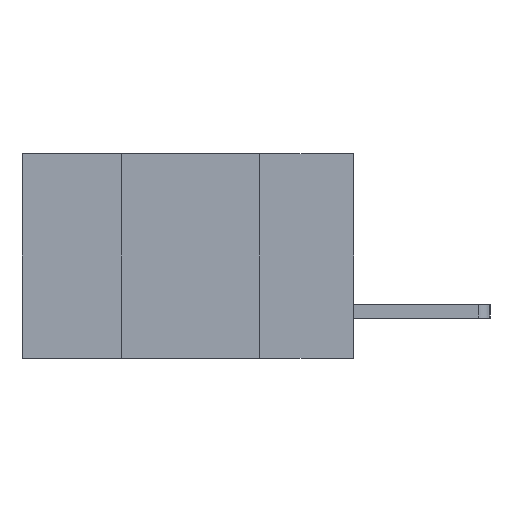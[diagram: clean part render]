
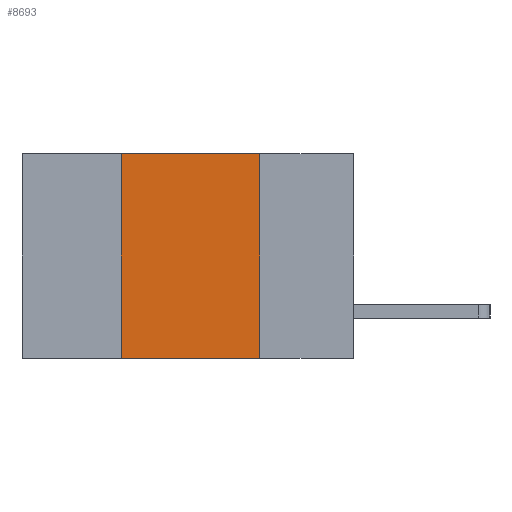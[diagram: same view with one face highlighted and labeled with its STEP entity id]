
A CAD part, left-side view. The second image highlights one B-rep face of the part: STEP entity #8693.
In plain terms, the highlighted planar face has unit normal (-1, 0, 0).
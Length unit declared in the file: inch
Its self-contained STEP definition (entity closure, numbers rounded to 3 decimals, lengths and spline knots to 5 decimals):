
#615 = LINE ( 'NONE', #6361, #7942 ) ;
#788 = ORIENTED_EDGE ( 'NONE', *, *, #8275, .F. ) ;
#858 = VECTOR ( 'NONE', #3325, 39.37008 ) ;
#1815 = ORIENTED_EDGE ( 'NONE', *, *, #6656, .F. ) ;
#1854 = CARTESIAN_POINT ( 'NONE',  ( 0., 0.17, -0.37 ) ) ;
#2571 = DIRECTION ( 'NONE',  ( 0., 0., 1. ) ) ;
#2695 = EDGE_CURVE ( 'NONE', #9319, #7731, #7235, .T. ) ;
#3325 = DIRECTION ( 'NONE',  ( 0., -1., 0. ) ) ;
#3522 = CARTESIAN_POINT ( 'NONE',  ( 0., 0.42, 0. ) ) ;
#4025 = CARTESIAN_POINT ( 'NONE',  ( 0., 0.17, 0. ) ) ;
#4309 = DIRECTION ( 'NONE',  ( 0., 0., -1. ) ) ;
#4559 = ORIENTED_EDGE ( 'NONE', *, *, #11985, .F. ) ;
#5343 = CARTESIAN_POINT ( 'NONE',  ( 0., 0.6, -0.37 ) ) ;
#6361 = CARTESIAN_POINT ( 'NONE',  ( 0., 0.6, 0. ) ) ;
#6656 = EDGE_CURVE ( 'NONE', #10080, #10303, #615, .T. ) ;
#6771 = VECTOR ( 'NONE', #2571, 39.37008 ) ;
#7235 = LINE ( 'NONE', #5343, #858 ) ;
#7731 = VERTEX_POINT ( 'NONE', #1854 ) ;
#7942 = VECTOR ( 'NONE', #10219, 39.37008 ) ;
#7963 = CARTESIAN_POINT ( 'NONE',  ( 0., 0.17, 0. ) ) ;
#7992 = FACE_OUTER_BOUND ( 'NONE', #9580, .T. ) ;
#8275 = EDGE_CURVE ( 'NONE', #9319, #10080, #9075, .T. ) ;
#8424 = CARTESIAN_POINT ( 'NONE',  ( 0., 0.42, 0. ) ) ;
#8693 = ADVANCED_FACE ( 'NONE', ( #7992 ), #12107, .F. ) ;
#8893 = CARTESIAN_POINT ( 'NONE',  ( 0., 0.42, -0.37 ) ) ;
#9075 = LINE ( 'NONE', #3522, #6771 ) ;
#9191 = CARTESIAN_POINT ( 'NONE',  ( 0., 0.6, 0. ) ) ;
#9319 = VERTEX_POINT ( 'NONE', #8893 ) ;
#9580 = EDGE_LOOP ( 'NONE', ( #4559, #1815, #788, #11106 ) ) ;
#9948 = DIRECTION ( 'NONE',  ( 1., 0., 0. ) ) ;
#9985 = LINE ( 'NONE', #7963, #10652 ) ;
#10080 = VERTEX_POINT ( 'NONE', #8424 ) ;
#10219 = DIRECTION ( 'NONE',  ( 0., -1., 0. ) ) ;
#10303 = VERTEX_POINT ( 'NONE', #4025 ) ;
#10652 = VECTOR ( 'NONE', #4309, 39.37008 ) ;
#10905 = DIRECTION ( 'NONE',  ( 0., 0., -1. ) ) ;
#11106 = ORIENTED_EDGE ( 'NONE', *, *, #2695, .T. ) ;
#11985 = EDGE_CURVE ( 'NONE', #10303, #7731, #9985, .T. ) ;
#12002 = AXIS2_PLACEMENT_3D ( 'NONE', #9191, #9948, #10905 ) ;
#12107 = PLANE ( 'NONE',  #12002 ) ;
